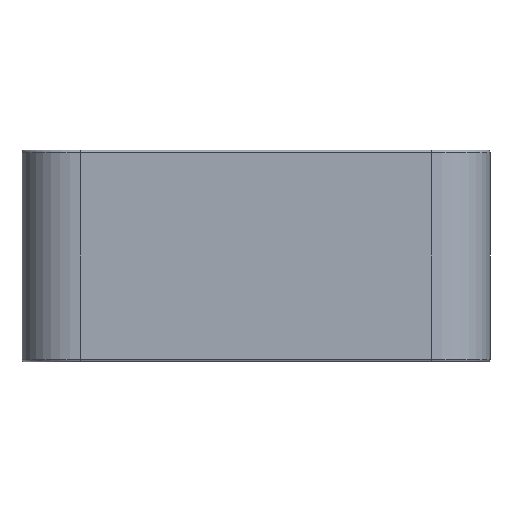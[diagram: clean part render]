
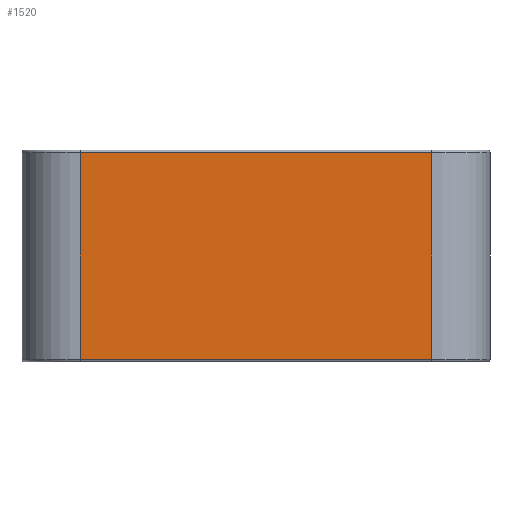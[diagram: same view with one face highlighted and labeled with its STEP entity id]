
A CAD part, front view. The second image highlights one B-rep face of the part: STEP entity #1520.
In plain terms, the highlighted planar face has unit normal (0, -1, 0).
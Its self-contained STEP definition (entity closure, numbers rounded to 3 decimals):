
#44 = PLANE ( 'NONE',  #2716 ) ;
#54 = VECTOR ( 'NONE', #2683, 1000. ) ;
#97 = VECTOR ( 'NONE', #3352, 1000. ) ;
#138 = EDGE_CURVE ( 'NONE', #2249, #520, #513, .T. ) ;
#140 = LINE ( 'NONE', #3281, #97 ) ;
#426 = EDGE_CURVE ( 'NONE', #808, #2630, #622, .T. ) ;
#513 = LINE ( 'NONE', #1583, #1959 ) ;
#520 = VERTEX_POINT ( 'NONE', #2288 ) ;
#622 = LINE ( 'NONE', #1611, #54 ) ;
#683 = ORIENTED_EDGE ( 'NONE', *, *, #138, .T. ) ;
#700 = CARTESIAN_POINT ( 'NONE',  ( 12.75, -4.25, 0.2 ) ) ;
#808 = VERTEX_POINT ( 'NONE', #700 ) ;
#818 = VECTOR ( 'NONE', #3315, 1000. ) ;
#823 = EDGE_CURVE ( 'NONE', #520, #808, #1525, .T. ) ;
#924 = DIRECTION ( 'NONE',  ( 0., 0., -1. ) ) ;
#1304 = CARTESIAN_POINT ( 'NONE',  ( -17., -4.25, 15.4 ) ) ;
#1324 = DIRECTION ( 'NONE',  ( 0., 1., 0. ) ) ;
#1520 = ADVANCED_FACE ( 'NONE', ( #3172 ), #44, .F. ) ;
#1525 = LINE ( 'NONE', #2819, #818 ) ;
#1583 = CARTESIAN_POINT ( 'NONE',  ( -12.75, -4.25, 15.4 ) ) ;
#1611 = CARTESIAN_POINT ( 'NONE',  ( 12.75, -4.25, 15.4 ) ) ;
#1817 = ORIENTED_EDGE ( 'NONE', *, *, #1977, .T. ) ;
#1883 = DIRECTION ( 'NONE',  ( 0., 0., 1. ) ) ;
#1959 = VECTOR ( 'NONE', #924, 1000. ) ;
#1977 = EDGE_CURVE ( 'NONE', #2630, #2249, #140, .T. ) ;
#2193 = EDGE_LOOP ( 'NONE', ( #683, #2356, #2838, #1817 ) ) ;
#2249 = VERTEX_POINT ( 'NONE', #2980 ) ;
#2288 = CARTESIAN_POINT ( 'NONE',  ( -12.75, -4.25, 0.2 ) ) ;
#2356 = ORIENTED_EDGE ( 'NONE', *, *, #823, .T. ) ;
#2630 = VERTEX_POINT ( 'NONE', #2897 ) ;
#2683 = DIRECTION ( 'NONE',  ( 0., 0., 1. ) ) ;
#2716 = AXIS2_PLACEMENT_3D ( 'NONE', #1304, #1324, #1883 ) ;
#2819 = CARTESIAN_POINT ( 'NONE',  ( -17., -4.25, 0.2 ) ) ;
#2838 = ORIENTED_EDGE ( 'NONE', *, *, #426, .T. ) ;
#2897 = CARTESIAN_POINT ( 'NONE',  ( 12.75, -4.25, 15.2 ) ) ;
#2980 = CARTESIAN_POINT ( 'NONE',  ( -12.75, -4.25, 15.2 ) ) ;
#3172 = FACE_OUTER_BOUND ( 'NONE', #2193, .T. ) ;
#3281 = CARTESIAN_POINT ( 'NONE',  ( -12.75, -4.25, 15.2 ) ) ;
#3315 = DIRECTION ( 'NONE',  ( 1., 0., 0. ) ) ;
#3352 = DIRECTION ( 'NONE',  ( -1., 0., 0. ) ) ;
